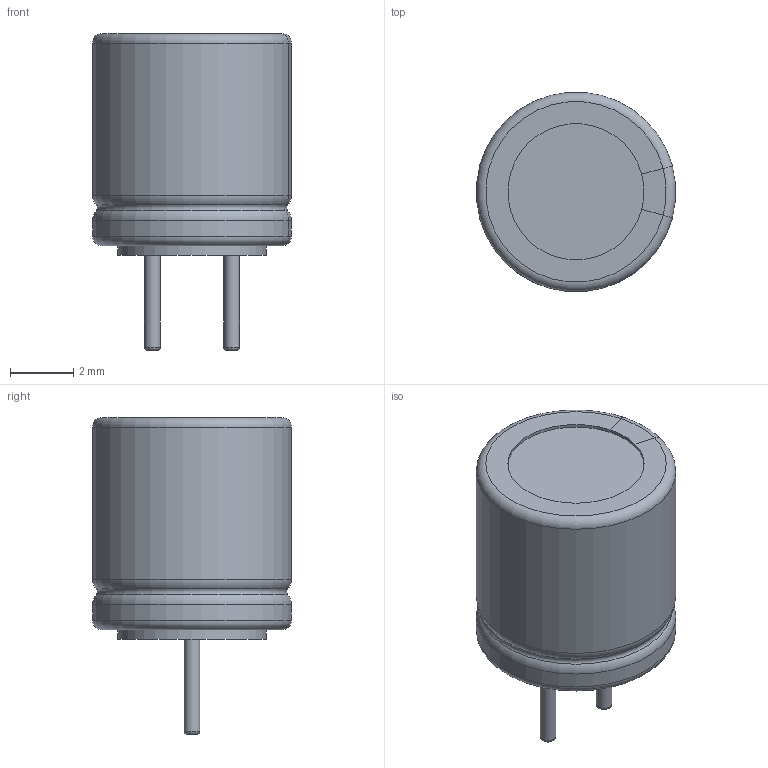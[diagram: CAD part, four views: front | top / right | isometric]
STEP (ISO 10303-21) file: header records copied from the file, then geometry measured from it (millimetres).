
FILE_DESCRIPTION(('FreeCAD Model'),'2;1');
FILE_NAME('Aluminum_electrolytic_capacitor_radial_D6.3_H7_PinD0.5_Pitch2.5_nominal_blue.step','2020-04-18T16:39:07',('Author'),('' ),'Open CASCADE STEP processor 7.3','FreeCAD','Unknown');
FILE_SCHEMA(('AUTOMOTIVE_DESIGN { 1 0 10303 214 1 1 1 1 }'));
Length unit declared in the file: millimetre
Products named in the file (5): Main_cover_blue_25-130-230; Negative_cover; Can; Seal; Pin
Bounding box: 6.28 x 6.28 x 10 mm (x, y, z)
Volume: 59.8 mm3; surface area: 709.6 mm2
Topology: 6 solids, 6 shells, 78 faces, 173 edges, 110 vertices
Faces by surface type: torus 34, plane 21, cylinder 21, cone 2
Full cylindrical faces by diameter (mm): 0.5 x2, 4.7 x2, 5.9 x3, 6.1 x2
Entity records: 4719 total; most frequent: CARTESIAN_POINT 952, DIRECTION 757, ORIENTED_EDGE 346, PCURVE 346, DEFINITIONAL_REPRESENTATION 346, LINE 325, VECTOR 325, AXIS2_PLACEMENT_3D 203
